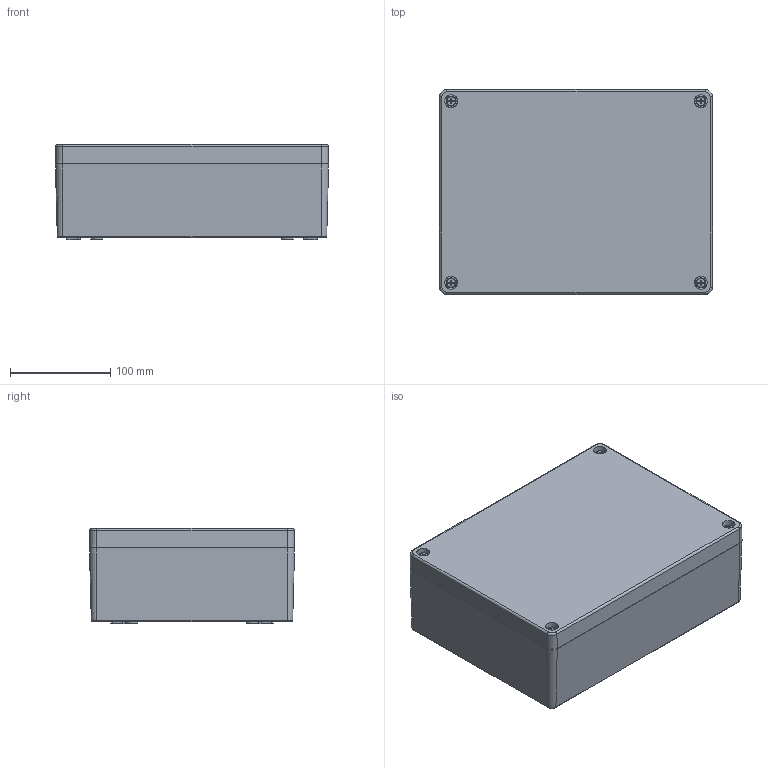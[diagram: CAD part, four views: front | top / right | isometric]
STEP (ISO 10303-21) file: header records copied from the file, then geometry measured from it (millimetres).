
FILE_DESCRIPTION( ( 'STEP AP214' ), ' ' );
FILE_NAME( '15100801.stp', '2018-04-09T14:44:39', ( '' ), ( '' ), ' ', 'PARTsolutions', ' ' );
FILE_SCHEMA( ( 'AUTOMOTIVE_DESIGN { 1 0 10303 214 1 1 1 1 }' ) );
Length unit declared in the file: millimetre
Products named in the file (4): 15100801; _Kasten_TK AL 2518-9; _Deckel_TK AL 2518-9; _Schraube_TK_AL m6x25
Assembly tree (6 placements, depth 2):
  15100801
    _Kasten_TK AL 2518-9
    _Deckel_TK AL 2518-9
    _Schraube_TK_AL m6x25  x4
Bounding box: 273 x 205 x 95 mm (x, y, z)
Volume: 975991.7 mm3; surface area: 420732.9 mm2
Topology: 6 solids, 6 shells, 493 faces, 1181 edges, 774 vertices
Faces by surface type: plane 257, cone 180, cylinder 40, torus 16
Full cylindrical faces by diameter (mm): 3.242 x10, 4.917 x9, 5.25 x4, 6 x4
Entity records: 15624 total; most frequent: CARTESIAN_POINT 2211, DIRECTION 2166, ORIENTED_EDGE 1836, EDGE_CURVE 918, AXIS2_PLACEMENT_3D 839, VERTEX_POINT 668, EDGE_LOOP 606, LINE 488
